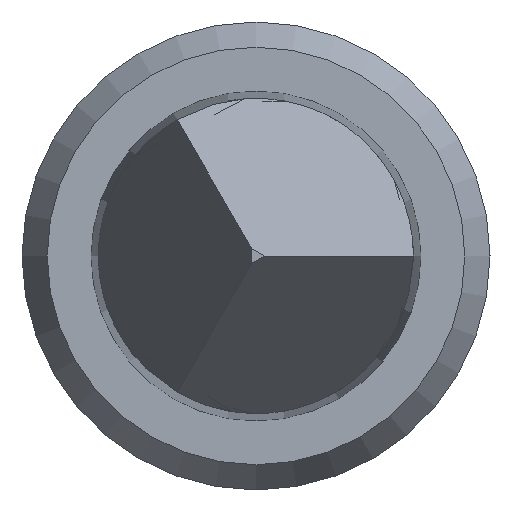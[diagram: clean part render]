
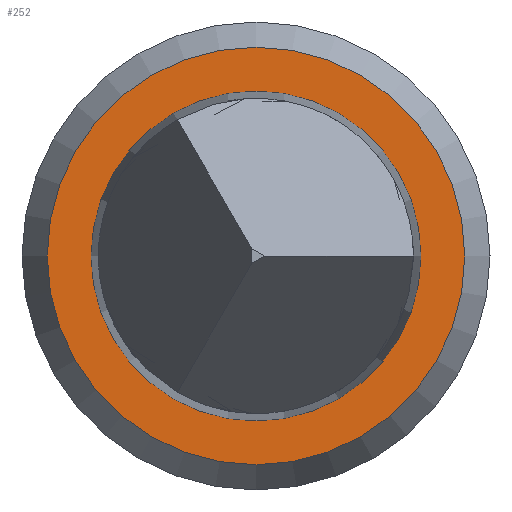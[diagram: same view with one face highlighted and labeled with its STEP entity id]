
A CAD part, left-side view. The second image highlights one B-rep face of the part: STEP entity #252.
In plain terms, the highlighted planar face has unit normal (-1, 0, 0).
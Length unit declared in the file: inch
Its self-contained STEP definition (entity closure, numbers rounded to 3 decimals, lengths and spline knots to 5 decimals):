
#1 = PLANE ( 'NONE',  #46 ) ;
#30 = CARTESIAN_POINT ( 'NONE',  ( -0.05651, 0.024, 0. ) ) ;
#46 = AXIS2_PLACEMENT_3D ( 'NONE', #76, #121, #386 ) ;
#76 = CARTESIAN_POINT ( 'NONE',  ( -0.05651, 0., 0. ) ) ;
#82 = FACE_OUTER_BOUND ( 'NONE', #247, .T. ) ;
#84 = CARTESIAN_POINT ( 'NONE',  ( -0.05651, 0., 0. ) ) ;
#87 = VERTEX_POINT ( 'NONE', #255 ) ;
#99 = ORIENTED_EDGE ( 'NONE', *, *, #345, .F. ) ;
#104 = AXIS2_PLACEMENT_3D ( 'NONE', #84, #469, #243 ) ;
#118 = EDGE_LOOP ( 'NONE', ( #268 ) ) ;
#121 = DIRECTION ( 'NONE',  ( -1., 0., 0. ) ) ;
#175 = CIRCLE ( 'NONE', #286, 0.01897 ) ;
#200 = FACE_BOUND ( 'NONE', #118, .T. ) ;
#243 = DIRECTION ( 'NONE',  ( 0., 1., 0. ) ) ;
#247 = EDGE_LOOP ( 'NONE', ( #99 ) ) ;
#252 = ADVANCED_FACE ( 'NONE', ( #200, #82 ), #1, .T. ) ;
#255 = CARTESIAN_POINT ( 'NONE',  ( -0.05651, -0.01897, 0. ) ) ;
#268 = ORIENTED_EDGE ( 'NONE', *, *, #468, .F. ) ;
#286 = AXIS2_PLACEMENT_3D ( 'NONE', #332, #301, #409 ) ;
#301 = DIRECTION ( 'NONE',  ( -1., 0., 0. ) ) ;
#305 = VERTEX_POINT ( 'NONE', #30 ) ;
#324 = CIRCLE ( 'NONE', #104, 0.024 ) ;
#332 = CARTESIAN_POINT ( 'NONE',  ( -0.05651, 0., 0. ) ) ;
#345 = EDGE_CURVE ( 'NONE', #305, #305, #324, .T. ) ;
#386 = DIRECTION ( 'NONE',  ( 0., -1., 0. ) ) ;
#409 = DIRECTION ( 'NONE',  ( 0., -1., 0. ) ) ;
#468 = EDGE_CURVE ( 'NONE', #87, #87, #175, .T. ) ;
#469 = DIRECTION ( 'NONE',  ( 1., 0., 0. ) ) ;
